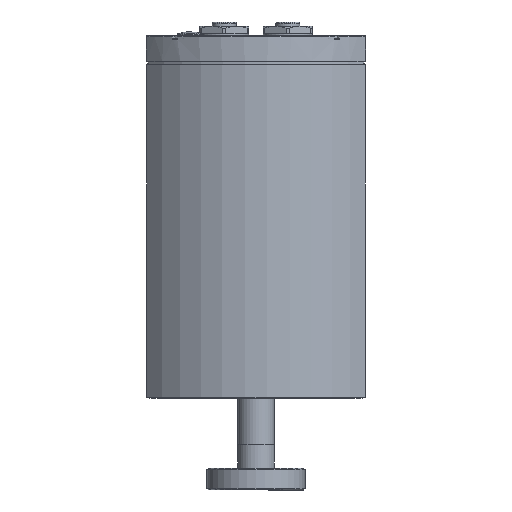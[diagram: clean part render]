
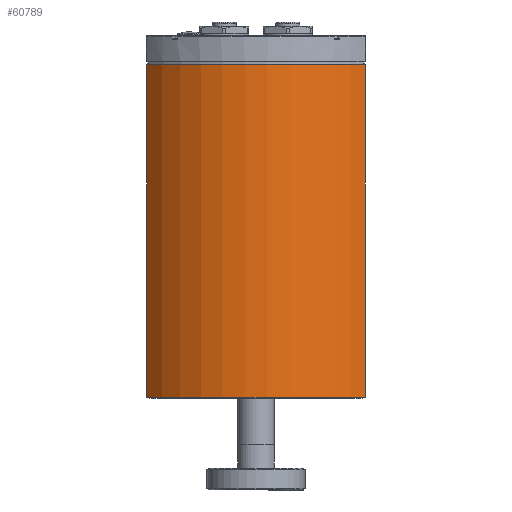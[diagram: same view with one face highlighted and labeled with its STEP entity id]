
A CAD part, left-side view. The second image highlights one B-rep face of the part: STEP entity #60789.
In plain terms, the highlighted cylindrical face has radius 48.5 mm (diameter 97 mm), a partial arc.
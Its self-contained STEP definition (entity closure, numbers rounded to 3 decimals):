
#3610=CIRCLE('',#65029,48.5);
#3621=CIRCLE('',#65048,48.5);
#7149=CYLINDRICAL_SURFACE('',#65047,48.5);
#8817=FACE_OUTER_BOUND('',#12327,.T.);
#12327=EDGE_LOOP('',(#41388,#41389,#41390,#41391));
#16252=LINE('',#96175,#20124);
#16253=LINE('',#96179,#20125);
#20124=VECTOR('',#74091,10.);
#20125=VECTOR('',#74096,10.);
#25145=VERTEX_POINT('',#96129);
#25146=VERTEX_POINT('',#96131);
#25160=VERTEX_POINT('',#96173);
#25161=VERTEX_POINT('',#96177);
#31246=EDGE_CURVE('',#25145,#25146,#3610,.T.);
#31268=EDGE_CURVE('',#25160,#25146,#16252,.T.);
#31269=EDGE_CURVE('',#25160,#25161,#3621,.T.);
#31270=EDGE_CURVE('',#25161,#25145,#16253,.T.);
#41388=ORIENTED_EDGE('',*,*,#31269,.F.);
#41389=ORIENTED_EDGE('',*,*,#31268,.T.);
#41390=ORIENTED_EDGE('',*,*,#31246,.F.);
#41391=ORIENTED_EDGE('',*,*,#31270,.F.);
#60789=ADVANCED_FACE('',(#8817),#7149,.T.);
#65029=AXIS2_PLACEMENT_3D('',#96132,#74044,#74045);
#65047=AXIS2_PLACEMENT_3D('',#96176,#74092,#74093);
#65048=AXIS2_PLACEMENT_3D('',#96178,#74094,#74095);
#74044=DIRECTION('center_axis',(0.,0.,
1.));
#74045=DIRECTION('ref_axis',(-0.626,-0.78,0.));
#74091=DIRECTION('',(0.,0.,1.));
#74092=DIRECTION('center_axis',(0.,0.,
1.));
#74093=DIRECTION('ref_axis',(-0.626,-0.78,0.));
#74094=DIRECTION('center_axis',(0.,0.,
-1.));
#74095=DIRECTION('ref_axis',(-0.626,-0.78,0.));
#74096=DIRECTION('',(0.,0.,1.));
#96129=CARTESIAN_POINT('',(-19.849,37.831,124.6));
#96131=CARTESIAN_POINT('',(-19.849,-37.831,124.6));
#96132=CARTESIAN_POINT('Origin',(10.5,0.,
124.6));
#96173=CARTESIAN_POINT('',(-19.849,-37.831,9.6));
#96175=CARTESIAN_POINT('',(-19.849,-37.831,9.6));
#96176=CARTESIAN_POINT('Origin',(10.5,0.,9.6));
#96177=CARTESIAN_POINT('',(-19.849,37.831,9.6));
#96178=CARTESIAN_POINT('Origin',(10.5,0.,9.6));
#96179=CARTESIAN_POINT('',(-19.849,37.831,9.6));
